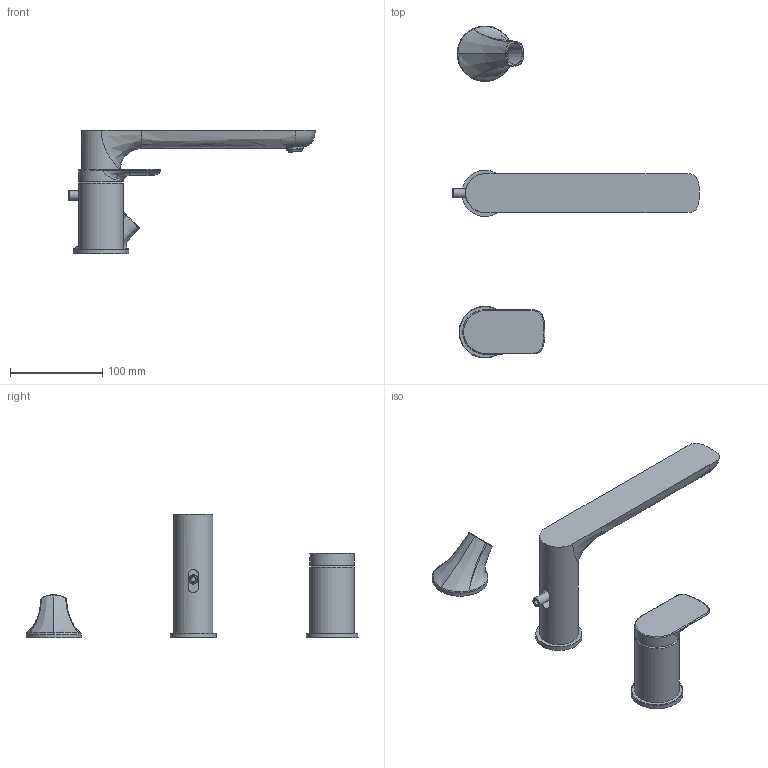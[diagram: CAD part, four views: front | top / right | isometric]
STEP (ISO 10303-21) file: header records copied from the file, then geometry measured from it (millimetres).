
FILE_DESCRIPTION(/* description */ (''),/* implementation_level */ '2;1');
FILE_NAME(/* name */ '3D_TVT104002000_O.step',/* time_stamp */ '2023-01-11T11:44:39+01:00',/* author */ (''),/* organization */ (''),/* preprocessor_version */ 'ST-DEVELOPER v19.2',/* originating_system */ 'Autodesk Translation Framework v11.17.0.187',/* authorisation */ '');
FILE_SCHEMA (('AUTOMOTIVE_DESIGN { 1 0 10303 214 3 1 1 }'));
Length unit declared in the file: millimetre
Products named in the file (14): (Nicht gespeichert); 25494-01_ASM; 80T25494; 8DZ16251; 50D2B320; 80M24123VNP0; 25494-2_ASM; 25494-005_ASM; 80T28495; 80P35WHK2; 80N16494; 8DZ25494; JQ_ASM; 80D99JQ2
Assembly tree (13 placements, depth 4):
  (Nicht gespeichert)
    25494-01_ASM
      80T25494
      8DZ16251
      50D2B320
      80M24123VNP0
    25494-2_ASM
      25494-005_ASM
        80T28495
        80P35WHK2
        80N16494
        8DZ25494
    JQ_ASM
      80D99JQ2
Bounding box: 267 x 359 x 134 mm (x, y, z)
Volume: 411606.7 mm3; surface area: 96672.7 mm2
Topology: 7 solids, 10 shells, 119 faces, 256 edges, 159 vertices
Faces by surface type: bspline 44, plane 25, cylinder 23, torus 15, cone 11, sphere 1
Full cylindrical faces by diameter (mm): 4.7 x1, 5.1 x1, 5.5 x1, 10 x1, 17.5 x1, 21.6 x1, 22.6 x1, 25 x1, 38.5 x1, 41.7 x1, 42 x1, 45.6 x1, 48 x2, 50 x1, 56 x1, 60 x1
Entity records: 17127 total; most frequent: CARTESIAN_POINT 14399, ORIENTED_EDGE 496, DIRECTION 492, EDGE_CURVE 252, AXIS2_PLACEMENT_3D 220, VERTEX_POINT 159, EDGE_LOOP 129, FACE_OUTER_BOUND 119
